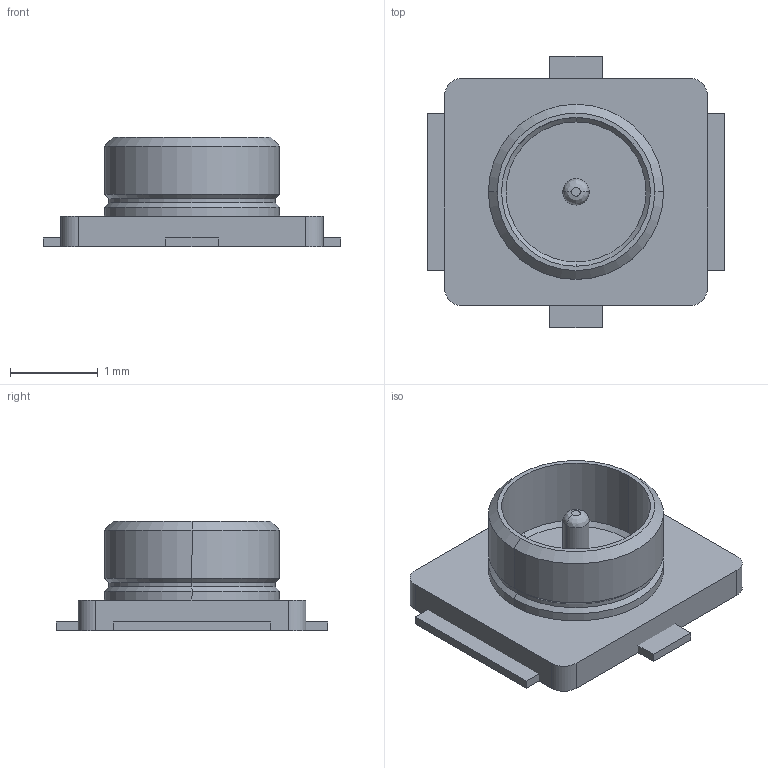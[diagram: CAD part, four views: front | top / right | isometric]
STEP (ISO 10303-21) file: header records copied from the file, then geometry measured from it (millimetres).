
FILE_DESCRIPTION (( 'STEP AP214' ), '1' );
FILE_NAME ('SW3dPS-UFL-R-SMD.STEP', '2009-09-04T08:30:46', ( 'sysAdmin' ), ( 'SolidWorks' ), 'SwSTEP 2.0', 'SolidWorks 2009', '' );
FILE_SCHEMA (( 'AUTOMOTIVE_DESIGN' ));
Length unit declared in the file: millimetre
Products named in the file (7): SW3dPS-UFL-R-SMD_Part_525; SW3dPS-UFL-R-SMD_Part_555; SW3dPS-UFL-R-SMD_Part_562; SW3dPS-UFL-R-SMD_Part_540; SW3dPS-UFL-R-SMD_Part_578; SW3dPS-UFL-R-SMD; SW3dPS-UFL-R-SMD_Part_739
Assembly tree (6 placements, depth 2):
  SW3dPS-UFL-R-SMD
    SW3dPS-UFL-R-SMD_Part_525
    SW3dPS-UFL-R-SMD_Part_540
    SW3dPS-UFL-R-SMD_Part_739
    SW3dPS-UFL-R-SMD_Part_555
    SW3dPS-UFL-R-SMD_Part_578
    SW3dPS-UFL-R-SMD_Part_562
Bounding box: 3.4 x 3.1 x 1.25 mm (x, y, z)
Volume: 3.8 mm3; surface area: 41.6 mm2
Topology: 6 solids, 6 shells, 58 faces, 120 edges, 76 vertices
Faces by surface type: plane 34, cylinder 14, cone 8, bspline 2
Entity records: 2470 total; most frequent: CARTESIAN_POINT 299, DIRECTION 284, ORIENTED_EDGE 240, EDGE_CURVE 120, AXIS2_PLACEMENT_3D 101, VECTOR 82, LINE 82, UNCERTAINTY_MEASURE_WITH_UNIT 77
